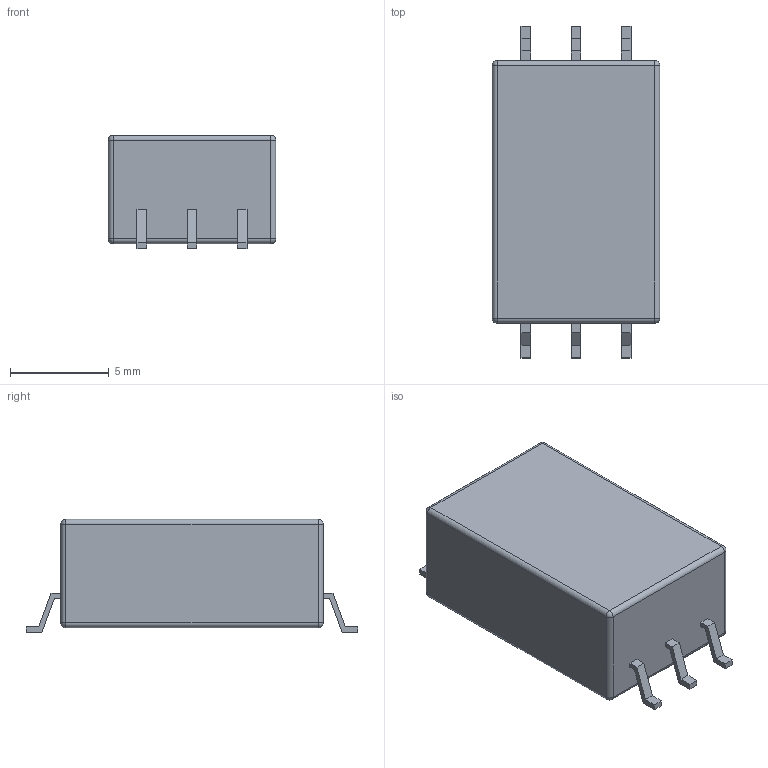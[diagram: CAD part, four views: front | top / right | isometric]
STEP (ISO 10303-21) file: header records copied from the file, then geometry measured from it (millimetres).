
FILE_DESCRIPTION(('CATIA V5 STEP Exchange'),'2;1');
FILE_NAME('HM2108NL.stp','2019-05-10T20:45:04+00:00',('none'),('none'),'CATIA Version 5 Release 21 GA (IN-10)','CATIA V5 STEP AP214 Edition 3','none');
FILE_SCHEMA(('AUTOMOTIVE_DESIGN { 1 0 10303 214 3 1 1 1 }'));
Length unit declared in the file: millimetre
Products named in the file (1): HM2108NL
Bounding box: 8.5 x 16.84 x 5.75 mm (x, y, z)
Volume: 623.1 mm3; surface area: 483.2 mm2
Topology: 7 solids, 7 shells, 86 faces, 200 edges, 120 vertices
Faces by surface type: plane 66, cylinder 12, sphere 8
Entity records: 2167 total; most frequent: ORIENTED_EDGE 384, CARTESIAN_POINT 361, DIRECTION 288, EDGE_CURVE 192, VECTOR 168, LINE 168, VERTEX_POINT 120, ADVANCED_FACE 86
